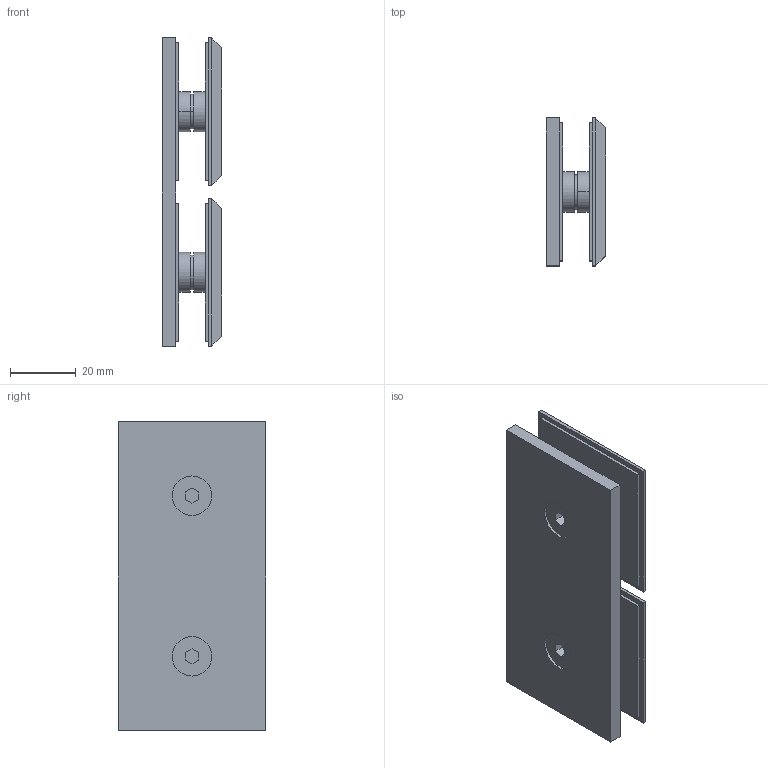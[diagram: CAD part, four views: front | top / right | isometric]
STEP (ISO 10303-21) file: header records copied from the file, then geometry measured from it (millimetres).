
FILE_DESCRIPTION (( 'STEP AP203' ), '1' );
FILE_NAME ('GS-ZN_ZP-917_S.STEP', '2019-04-05T12:02:35', ( '' ), ( '' ), 'SwSTEP 2.0', 'SolidWorks 2018', '' );
FILE_SCHEMA (( 'CONFIG_CONTROL_DESIGN' ));
Length unit declared in the file: millimetre
Products named in the file (5): GS-ZN-ZP-917-S P1; GS-ZN_ZP-917_S; M6x12_DIN 7991 917; GS-ZN-ZP-917-S P2; Plastic 917
Assembly tree (9 placements, depth 2):
  GS-ZN_ZP-917_S
    GS-ZN-ZP-917-S P2
    Plastic 917  x4
    GS-ZN-ZP-917-S P1  x2
    M6x12_DIN 7991 917  x2
Bounding box: 18 x 45 x 94 mm (x, y, z)
Volume: 40219.9 mm3; surface area: 35783.9 mm2
Topology: 9 solids, 9 shells, 188 faces, 442 edges, 282 vertices
Faces by surface type: cylinder 82, plane 80, cone 18, torus 4, bspline 4
Entity records: 5212 total; most frequent: CARTESIAN_POINT 2518, ORIENTED_EDGE 434, DIRECTION 422, EDGE_CURVE 217, AXIS2_PLACEMENT_3D 153, VERTEX_POINT 137, VECTOR 116, LINE 116
